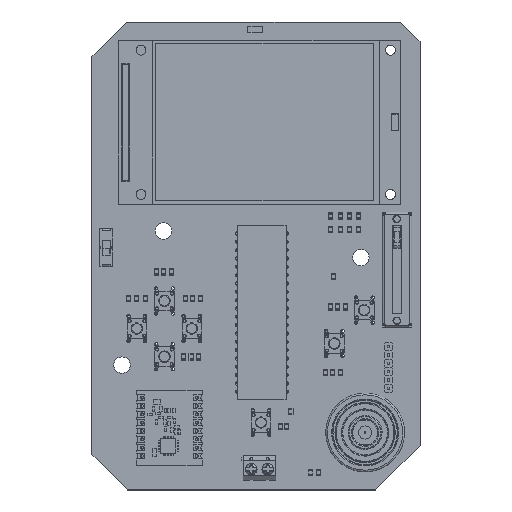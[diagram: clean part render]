
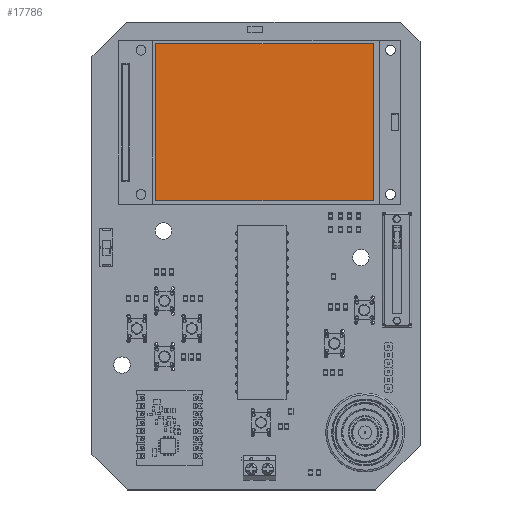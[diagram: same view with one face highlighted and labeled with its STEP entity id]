
A CAD part, top view. The second image highlights one B-rep face of the part: STEP entity #17786.
In plain terms, the highlighted planar face has unit normal (0, 0, 1).
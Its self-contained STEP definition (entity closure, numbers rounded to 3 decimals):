
#17666 = EDGE_CURVE('',#17667,#17669,#17671,.T.);
#17667 = VERTEX_POINT('',#17668);
#17668 = CARTESIAN_POINT('',(-33.2,-24.,5.2));
#17669 = VERTEX_POINT('',#17670);
#17670 = CARTESIAN_POINT('',(33.2,-24.,5.2));
#17671 = LINE('',#17672,#17673);
#17672 = CARTESIAN_POINT('',(-33.2,-24.,5.2));
#17673 = VECTOR('',#17674,1.);
#17674 = DIRECTION('',(1.,0.,0.));
#17706 = EDGE_CURVE('',#17669,#17707,#17709,.T.);
#17707 = VERTEX_POINT('',#17708);
#17708 = CARTESIAN_POINT('',(33.2,24.,5.2));
#17709 = LINE('',#17710,#17711);
#17710 = CARTESIAN_POINT('',(33.2,-24.,5.2));
#17711 = VECTOR('',#17712,1.);
#17712 = DIRECTION('',(0.,1.,0.));
#17737 = EDGE_CURVE('',#17707,#17738,#17740,.T.);
#17738 = VERTEX_POINT('',#17739);
#17739 = CARTESIAN_POINT('',(-33.2,24.,5.2));
#17740 = LINE('',#17741,#17742);
#17741 = CARTESIAN_POINT('',(33.2,24.,5.2));
#17742 = VECTOR('',#17743,1.);
#17743 = DIRECTION('',(-1.,0.,0.));
#17768 = EDGE_CURVE('',#17738,#17667,#17769,.T.);
#17769 = LINE('',#17770,#17771);
#17770 = CARTESIAN_POINT('',(-33.2,24.,5.2));
#17771 = VECTOR('',#17772,1.);
#17772 = DIRECTION('',(0.,-1.,0.));
#17786 = ADVANCED_FACE('',(#17787),#17793,.T.);
#17787 = FACE_BOUND('',#17788,.T.);
#17788 = EDGE_LOOP('',(#17789,#17790,#17791,#17792));
#17789 = ORIENTED_EDGE('',*,*,#17768,.T.);
#17790 = ORIENTED_EDGE('',*,*,#17666,.T.);
#17791 = ORIENTED_EDGE('',*,*,#17706,.T.);
#17792 = ORIENTED_EDGE('',*,*,#17737,.T.);
#17793 = PLANE('',#17794);
#17794 = AXIS2_PLACEMENT_3D('',#17795,#17796,#17797);
#17795 = CARTESIAN_POINT('',(0.,0.,5.2)
  );
#17796 = DIRECTION('',(0.,0.,1.));
#17797 = DIRECTION('',(-1.,0.,0.));
